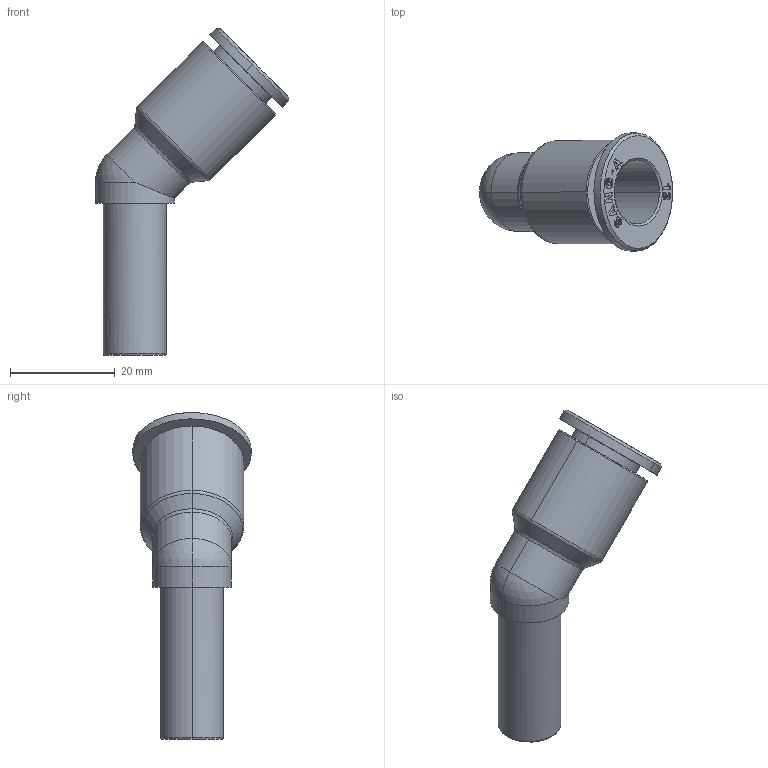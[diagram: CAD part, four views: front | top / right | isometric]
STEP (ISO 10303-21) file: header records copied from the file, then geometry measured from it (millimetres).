
FILE_DESCRIPTION((''),'2;1');
FILE_NAME('GPLJ45_12(3D).stp','2012-12-21T10:29:45',(''),(''),'Mechanical Desktop.R8.0.24.0','Mechanical Desktop.R8.0.24.0',', , ');
FILE_SCHEMA(('CONFIG_CONTROL_DESIGN'));
Length unit declared in the file: millimetre
Products named in the file (2): GPLJ45_12(3D); 睡ヶ1
Assembly tree (1 placements, depth 2):
  GPLJ45_12(3D)
    睡ヶ1
Bounding box: 36.81 x 22.5 x 62.31 mm (x, y, z)
Volume: 9830.4 mm3; surface area: 4842.5 mm2
Topology: 1 solids, 1 shells, 375 faces, 1060 edges, 701 vertices
Faces by surface type: plane 338, cylinder 13, bspline 10, cone 8, torus 4, sphere 2
Entity records: 12565 total; most frequent: CARTESIAN_POINT 2749, ORIENTED_EDGE 2120, DIRECTION 1830, EDGE_CURVE 1060, VECTOR 994, LINE 994, VERTEX_POINT 701, AXIS2_PLACEMENT_3D 418
